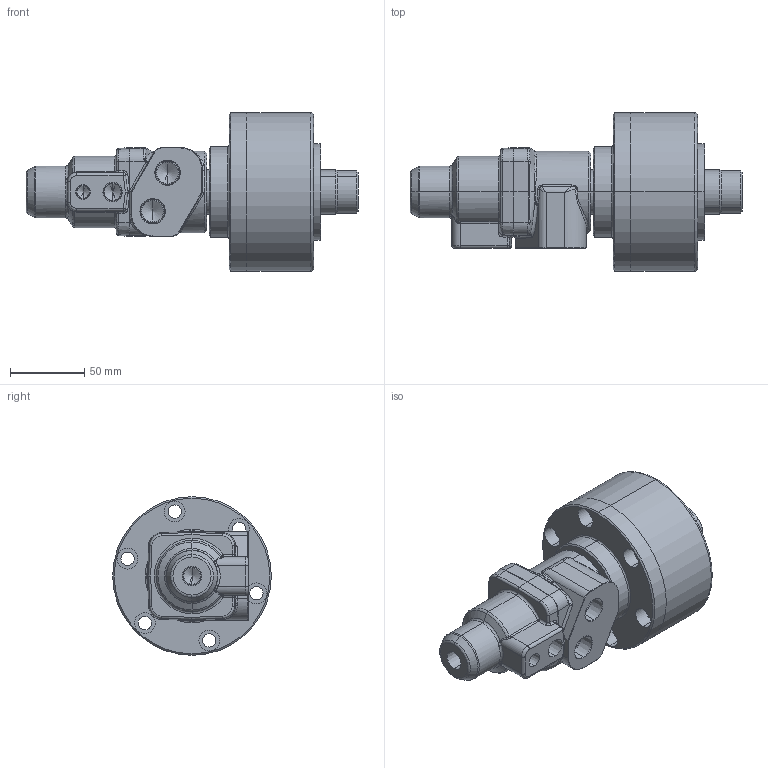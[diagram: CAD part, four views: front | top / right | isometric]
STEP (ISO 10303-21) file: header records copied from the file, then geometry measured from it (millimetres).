
FILE_DESCRIPTION (( 'STEP AP203' ), '1' );
FILE_NAME ('RL-75²Õ¦X¥ó.STEP', '2011-03-16T09:52:15', ( 'user' ), ( '' ), 'SwSTEP 2.0', 'SolidWorks 2010', '' );
FILE_SCHEMA (( 'CONFIG_CONTROL_DESIGN' ));
Length unit declared in the file: metre
Products named in the file (7): RL-75閥軸; RL-75組合件; RK-75缸體; RL-100閥蓋組; RL-100閥體; RL-100閥蓋; RL-75活塞
Assembly tree (6 placements, depth 3):
  RL-75組合件
    RL-100閥蓋組
      RL-100閥蓋
    RL-75活塞
    RK-75缸體
    RL-75閥軸
    RL-100閥體
Bounding box: 224 x 107 x 107 mm (x, y, z)
Volume: 767513.3 mm3; surface area: 144628.3 mm2
Topology: 5 solids, 5 shells, 400 faces, 919 edges, 536 vertices
Faces by surface type: cylinder 148, plane 79, bspline 71, cone 69, torus 31, sphere 2
Entity records: 22433 total; most frequent: CARTESIAN_POINT 13028, DIRECTION 1813, ORIENTED_EDGE 1778, EDGE_CURVE 889, AXIS2_PLACEMENT_3D 748, VERTEX_POINT 536, EDGE_LOOP 465, CIRCLE 409
